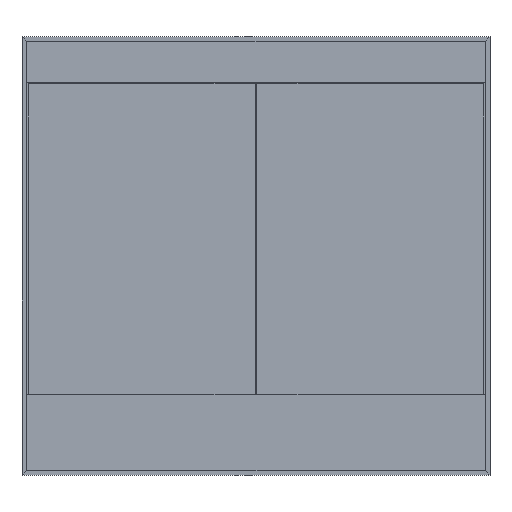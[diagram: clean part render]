
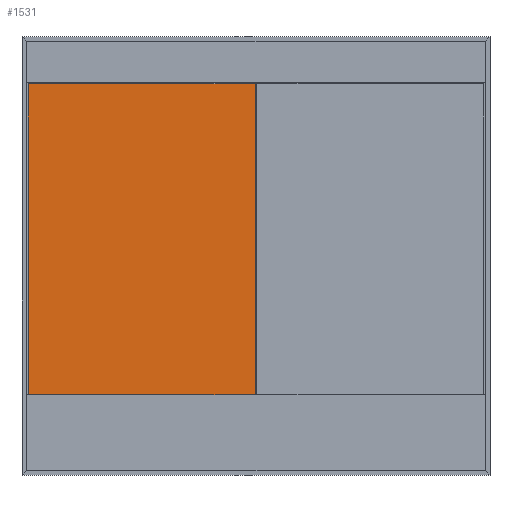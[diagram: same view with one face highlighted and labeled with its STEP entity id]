
A CAD part, top view. The second image highlights one B-rep face of the part: STEP entity #1531.
In plain terms, the highlighted planar face has unit normal (0, 0, 1).
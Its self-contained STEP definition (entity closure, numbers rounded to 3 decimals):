
#69 = CARTESIAN_POINT ( 'NONE',  ( 0., 0., 0. ) ) ;
#542 = EDGE_LOOP ( 'NONE', ( #7676, #7501, #1388, #3851 ) ) ;
#1000 = VERTEX_POINT ( 'NONE', #9173 ) ;
#1076 = CARTESIAN_POINT ( 'NONE',  ( 398.5, 138., 0. ) ) ;
#1373 = DIRECTION ( 'NONE',  ( 0., -1., 0. ) ) ;
#1388 = ORIENTED_EDGE ( 'NONE', *, *, #4153, .T. ) ;
#1453 = CARTESIAN_POINT ( 'NONE',  ( 398.5, 669., 0. ) ) ;
#1531 = ADVANCED_FACE ( 'NONE', ( #4341 ), #7790, .T. ) ;
#1895 = CARTESIAN_POINT ( 'NONE',  ( 11., 669., 0. ) ) ;
#2023 = VERTEX_POINT ( 'NONE', #1076 ) ;
#3190 = AXIS2_PLACEMENT_3D ( 'NONE', #69, #3507, #6942 ) ;
#3204 = DIRECTION ( 'NONE',  ( 1., 0., 0. ) ) ;
#3507 = DIRECTION ( 'NONE',  ( 0., 0., 1. ) ) ;
#3851 = ORIENTED_EDGE ( 'NONE', *, *, #6090, .T. ) ;
#4092 = CARTESIAN_POINT ( 'NONE',  ( 11., 138., 0. ) ) ;
#4153 = EDGE_CURVE ( 'NONE', #2023, #6511, #9177, .T. ) ;
#4341 = FACE_OUTER_BOUND ( 'NONE', #542, .T. ) ;
#4887 = DIRECTION ( 'NONE',  ( 0., 1., 0. ) ) ;
#5329 = DIRECTION ( 'NONE',  ( -1., 0., 0. ) ) ;
#5653 = LINE ( 'NONE', #9095, #9590 ) ;
#6090 = EDGE_CURVE ( 'NONE', #6511, #1000, #9629, .T. ) ;
#6167 = CARTESIAN_POINT ( 'NONE',  ( 398.5, 669., 0. ) ) ;
#6511 = VERTEX_POINT ( 'NONE', #6167 ) ;
#6942 = DIRECTION ( 'NONE',  ( 1., 0., 0. ) ) ;
#7104 = VERTEX_POINT ( 'NONE', #4092 ) ;
#7464 = EDGE_CURVE ( 'NONE', #1000, #7104, #5653, .T. ) ;
#7491 = LINE ( 'NONE', #10933, #7651 ) ;
#7501 = ORIENTED_EDGE ( 'NONE', *, *, #10829, .T. ) ;
#7583 = VECTOR ( 'NONE', #5329, 1000. ) ;
#7651 = VECTOR ( 'NONE', #3204, 1000. ) ;
#7676 = ORIENTED_EDGE ( 'NONE', *, *, #7464, .T. ) ;
#7790 = PLANE ( 'NONE',  #3190 ) ;
#9095 = CARTESIAN_POINT ( 'NONE',  ( 11., 669., 0. ) ) ;
#9173 = CARTESIAN_POINT ( 'NONE',  ( 11., 669., 0. ) ) ;
#9177 = LINE ( 'NONE', #1453, #10244 ) ;
#9590 = VECTOR ( 'NONE', #1373, 1000. ) ;
#9629 = LINE ( 'NONE', #1895, #7583 ) ;
#10244 = VECTOR ( 'NONE', #4887, 1000. ) ;
#10829 = EDGE_CURVE ( 'NONE', #7104, #2023, #7491, .T. ) ;
#10933 = CARTESIAN_POINT ( 'NONE',  ( 11., 138., 0. ) ) ;
